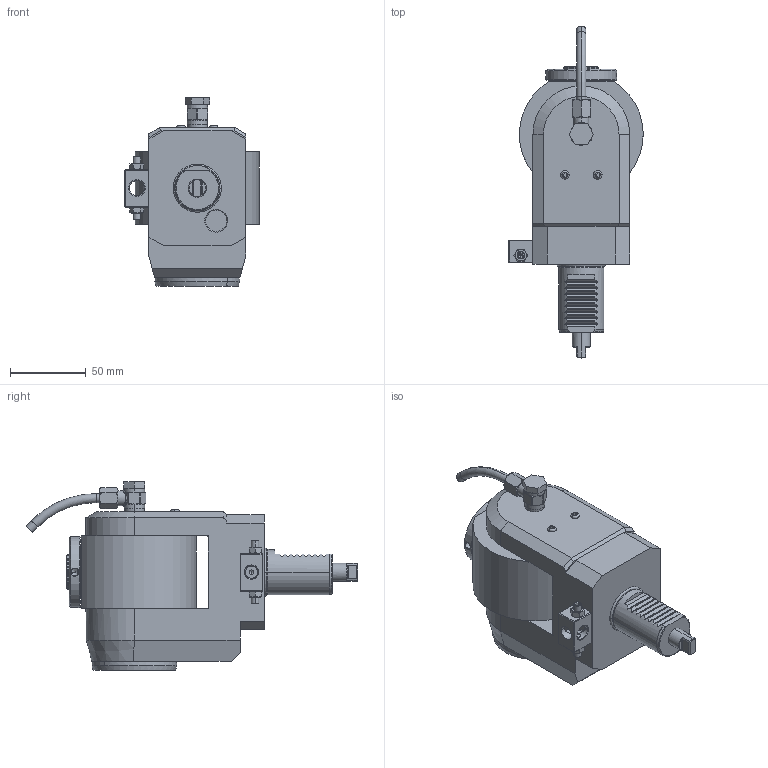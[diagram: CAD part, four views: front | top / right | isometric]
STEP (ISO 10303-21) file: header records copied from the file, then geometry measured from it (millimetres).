
FILE_DESCRIPTION((''),'2;1');
FILE_NAME('NGT1_30_525_16_1_2','2023-05-08T',('vali'),('NOVA GRUP'),'PRO/ENGINEER BY PARAMETRIC TECHNOLOGY CORPORATION, 2010280','PRO/ENGINEER BY PARAMETRIC TECHNOLOGY CORPORATION, 2010280','');
FILE_SCHEMA(('CONFIG_CONTROL_DESIGN'));
Length unit declared in the file: millimetre
Products named in the file (1): NGT1_30_525_16_1_2
Bounding box: 89 x 219.67 x 124.9 mm (x, y, z)
Volume: 753520.6 mm3; surface area: 70589 mm2
Topology: 1 solids, 2 shells, 481 faces, 1180 edges, 717 vertices
Faces by surface type: plane 202, cylinder 132, cone 71, bspline 46, torus 30
Entity records: 20428 total; most frequent: CARTESIAN_POINT 9685, ORIENTED_EDGE 2320, DIRECTION 2044, EDGE_CURVE 1160, AXIS2_PLACEMENT_3D 740, VERTEX_POINT 717, VECTOR 564, LINE 564
